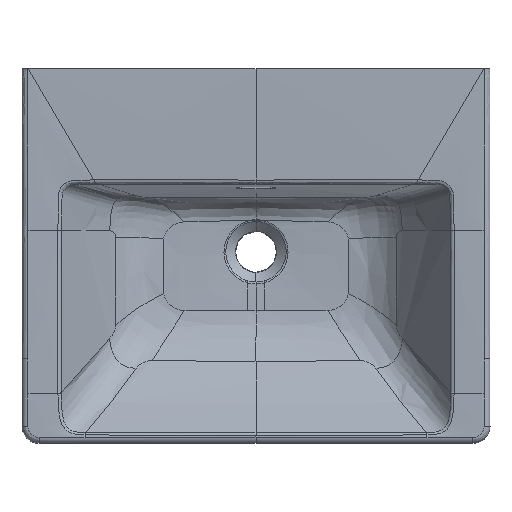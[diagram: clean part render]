
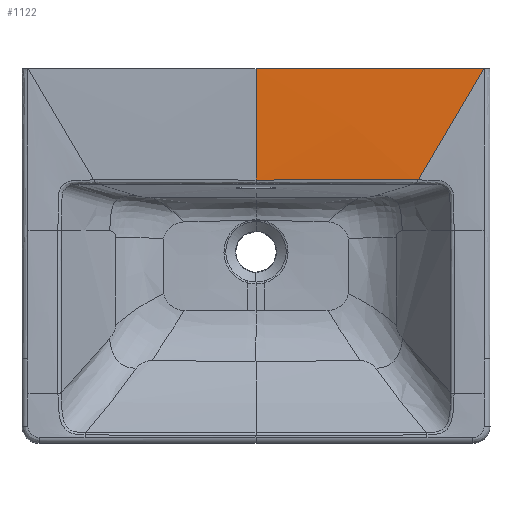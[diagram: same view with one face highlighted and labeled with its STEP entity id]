
A CAD part, top view. The second image highlights one B-rep face of the part: STEP entity #1122.
In plain terms, the highlighted free-form (B-spline) face has degree [3, 3] with [7, 5] control points.
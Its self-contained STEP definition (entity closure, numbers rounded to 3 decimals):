
#634=FACE_OUTER_BOUND('',#1722,.T.);
#1122=ADVANCED_FACE('',(#634),#1476,.T.);
#1476=B_SPLINE_SURFACE_WITH_KNOTS('',3,3,((#33964,#33965,#33966,#33967,
#33968),(#33969,#33970,#33971,#33972,#33973),(#33974,#33975,#33976,#33977,
#33978),(#33979,#33980,#33981,#33982,#33983),(#33984,#33985,#33986,#33987,
#33988),(#33989,#33990,#33991,#33992,#33993),(#33994,#33995,#33996,#33997,
#33998)),.UNSPECIFIED.,.F.,.F.,.F.,(4,2,1,4),(4,1,4),(0.,0.088,
0.818,1.),(0.,0.2,1.),.UNSPECIFIED.);
#1722=EDGE_LOOP('',(#2878,#2879,#2880,#2881,#2882));
#2878=ORIENTED_EDGE('',*,*,#5175,.T.);
#2879=ORIENTED_EDGE('',*,*,#5704,.F.);
#2880=ORIENTED_EDGE('',*,*,#5655,.F.);
#2881=ORIENTED_EDGE('',*,*,#5654,.F.);
#2882=ORIENTED_EDGE('',*,*,#5652,.F.);
#4459=VERTEX_POINT('',#19418);
#4460=VERTEX_POINT('',#19423);
#4750=VERTEX_POINT('',#28288);
#4789=VERTEX_POINT('',#30370);
#4790=VERTEX_POINT('',#30375);
#5175=EDGE_CURVE('',#4460,#4459,#6387,.T.);
#5652=EDGE_CURVE('',#4460,#4750,#6669,.T.);
#5654=EDGE_CURVE('',#4750,#4789,#7218,.T.);
#5655=EDGE_CURVE('',#4789,#4790,#7219,.T.);
#5704=EDGE_CURVE('',#4790,#4459,#6700,.T.);
#6387=B_SPLINE_CURVE_WITH_KNOTS('',3,(#19419,#19420,#19421,#19422),
 .UNSPECIFIED.,.F.,.F.,(4,4),(0.,1.),.UNSPECIFIED.);
#6669=B_SPLINE_CURVE_WITH_KNOTS('',3,(#30068,#30069,#30070,#30071,#30072,
#30073,#30074,#30075,#30076,#30077,#30078,#30079),.UNSPECIFIED.,.F.,.F.,
(4,1,1,1,1,1,1,1,1,4),(0.,0.129,0.258,0.388,
0.517,0.581,0.646,0.775,
0.904,1.),.UNSPECIFIED.);
#6700=B_SPLINE_CURVE_WITH_KNOTS('',3,(#33960,#33961,#33962,#33963),
 .UNSPECIFIED.,.F.,.F.,(4,4),(0.,1.),.UNSPECIFIED.);
#7218=(
BOUNDED_CURVE()
B_SPLINE_CURVE(3,(#30366,#30367,#30368,#30369),.UNSPECIFIED.,.F.,.F.)
B_SPLINE_CURVE_WITH_KNOTS((4,4),(0.,1.),.UNSPECIFIED.)
CURVE()
GEOMETRIC_REPRESENTATION_ITEM()
RATIONAL_B_SPLINE_CURVE((1.,1.,1.,1.))
REPRESENTATION_ITEM('')
);
#7219=(
BOUNDED_CURVE()
B_SPLINE_CURVE(3,(#30371,#30372,#30373,#30374),.UNSPECIFIED.,.F.,.F.)
B_SPLINE_CURVE_WITH_KNOTS((4,4),(0.,1.),.UNSPECIFIED.)
CURVE()
GEOMETRIC_REPRESENTATION_ITEM()
RATIONAL_B_SPLINE_CURVE((1.,1.,1.,
1.))
REPRESENTATION_ITEM('')
);
#19418=CARTESIAN_POINT('',(0.,0.,1.5));
#19419=CARTESIAN_POINT('',(267.73,0.,0.));
#19420=CARTESIAN_POINT('',(178.49,0.,1.));
#19421=CARTESIAN_POINT('',(89.245,0.,1.5));
#19422=CARTESIAN_POINT('',(0.,0.,1.5));
#19423=CARTESIAN_POINT('',(267.73,0.,0.));
#28288=CARTESIAN_POINT('',(190.71,-130.742,-0.905));
#30068=CARTESIAN_POINT('',(267.73,0.,0.));
#30069=CARTESIAN_POINT('',(264.414,-5.63,0.042));
#30070=CARTESIAN_POINT('',(257.781,-16.889,0.104));
#30071=CARTESIAN_POINT('',(247.832,-33.778,0.135));
#30072=CARTESIAN_POINT('',(237.882,-50.668,0.104));
#30073=CARTESIAN_POINT('',(229.591,-64.742,0.026));
#30074=CARTESIAN_POINT('',(222.959,-76.001,-0.068));
#30075=CARTESIAN_POINT('',(216.326,-87.261,-0.182));
#30076=CARTESIAN_POINT('',(208.036,-101.334,-0.365));
#30077=CARTESIAN_POINT('',(198.945,-116.766,-0.622));
#30078=CARTESIAN_POINT('',(193.17,-126.569,-0.816));
#30079=CARTESIAN_POINT('',(190.712,-130.743,-0.905));
#30366=CARTESIAN_POINT('',(190.71,-130.737,-0.905));
#30367=CARTESIAN_POINT('',(188.986,-130.738,-0.904));
#30368=CARTESIAN_POINT('',(187.262,-130.739,-0.903));
#30369=CARTESIAN_POINT('',(185.538,-130.739,-0.902));
#30370=CARTESIAN_POINT('',(185.538,-130.739,-0.902));
#30371=CARTESIAN_POINT('',(185.538,-130.739,-0.902));
#30372=CARTESIAN_POINT('',(123.692,-130.77,-0.873));
#30373=CARTESIAN_POINT('',(61.846,-130.785,-0.858));
#30374=CARTESIAN_POINT('',(0.,-130.785,-0.858));
#30375=CARTESIAN_POINT('',(0.,-130.785,-0.858));
#33960=CARTESIAN_POINT('',(0.,-130.785,-0.858));
#33961=CARTESIAN_POINT('',(0.,-87.204,0.552));
#33962=CARTESIAN_POINT('',(0.,-43.603,1.338));
#33963=CARTESIAN_POINT('',(0.,0.,1.5));
#33964=CARTESIAN_POINT('',(322.274,33.777,-0.816));
#33965=CARTESIAN_POINT('',(314.843,22.518,-0.63));
#33966=CARTESIAN_POINT('',(277.686,-33.776,0.146));
#33967=CARTESIAN_POINT('',(240.525,-90.077,-0.12));
#33968=CARTESIAN_POINT('',(210.803,-135.108,-1.));
#33969=CARTESIAN_POINT('',(310.725,33.777,-0.666));
#33970=CARTESIAN_POINT('',(303.56,22.518,-0.489));
#33971=CARTESIAN_POINT('',(267.735,-33.776,0.236));
#33972=CARTESIAN_POINT('',(231.905,-90.078,-0.08));
#33973=CARTESIAN_POINT('',(203.249,-135.108,-1.));
#33974=CARTESIAN_POINT('',(299.176,33.777,-0.515));
#33975=CARTESIAN_POINT('',(292.278,22.518,-0.349));
#33976=CARTESIAN_POINT('',(257.784,-33.777,0.326));
#33977=CARTESIAN_POINT('',(223.286,-90.078,-0.04));
#33978=CARTESIAN_POINT('',(195.694,-135.108,-1.));
#33979=CARTESIAN_POINT('',(191.756,33.78,0.886));
#33980=CARTESIAN_POINT('',(187.335,22.52,0.958));
#33981=CARTESIAN_POINT('',(165.224,-33.78,1.167));
#33982=CARTESIAN_POINT('',(143.112,-90.082,0.333));
#33983=CARTESIAN_POINT('',(125.427,-135.108,-1.));
#33984=CARTESIAN_POINT('',(71.909,33.783,1.667));
#33985=CARTESIAN_POINT('',(70.25,22.522,1.688));
#33986=CARTESIAN_POINT('',(61.959,-33.783,1.635));
#33987=CARTESIAN_POINT('',(53.667,-90.085,0.541));
#33988=CARTESIAN_POINT('',(47.035,-135.108,-1.));
#33989=CARTESIAN_POINT('',(-47.939,33.785,1.471));
#33990=CARTESIAN_POINT('',(-46.834,22.523,1.505));
#33991=CARTESIAN_POINT('',(-41.306,-33.786,1.518));
#33992=CARTESIAN_POINT('',(-35.778,-90.089,0.489));
#33993=CARTESIAN_POINT('',(-31.357,-135.108,-1.));
#33994=CARTESIAN_POINT('',(-71.909,33.786,1.403));
#33995=CARTESIAN_POINT('',(-70.25,22.524,1.441));
#33996=CARTESIAN_POINT('',(-61.959,-33.786,1.477));
#33997=CARTESIAN_POINT('',(-53.667,-90.09,0.471));
#33998=CARTESIAN_POINT('',(-47.035,-135.108,-1.));
